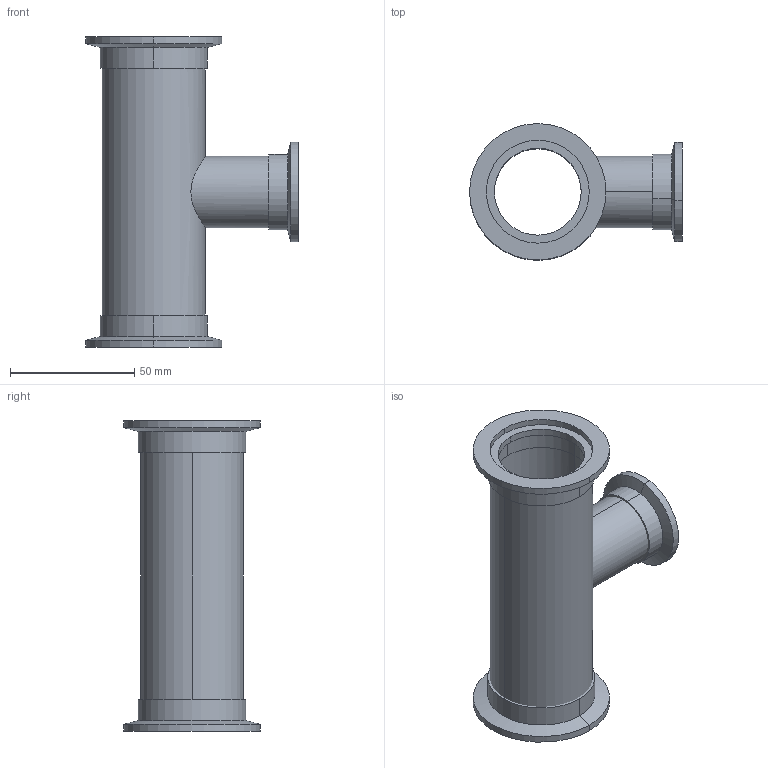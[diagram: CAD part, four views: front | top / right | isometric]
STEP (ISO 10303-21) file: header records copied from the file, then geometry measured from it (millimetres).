
FILE_DESCRIPTION (( 'STEP AP214' ), '1' );
FILE_NAME ('724012.STEP', '2024-01-07T16:13:30', ( '' ), ( '' ), 'SwSTEP 2.0', 'SolidWorks 2022', '' );
FILE_SCHEMA (( 'AUTOMOTIVE_DESIGN' ));
Length unit declared in the file: inch
Products named in the file (4): 713002; 940441; 724012; 713003-99
Assembly tree (4 placements, depth 2):
  724012
    940441
    713002
    713003-99  x2
Bounding box: 85.6 x 54.86 x 124.92 mm (x, y, z)
Volume: 46527.2 mm3; surface area: 49835.8 mm2
Topology: 4 solids, 4 shells, 59 faces, 122 edges, 76 vertices
Faces by surface type: cylinder 38, plane 15, cone 6
Entity records: 1554 total; most frequent: CARTESIAN_POINT 400, DIRECTION 238, ORIENTED_EDGE 180, AXIS2_PLACEMENT_3D 102, EDGE_CURVE 90, VERTEX_POINT 56, EDGE_LOOP 54, CIRCLE 52
